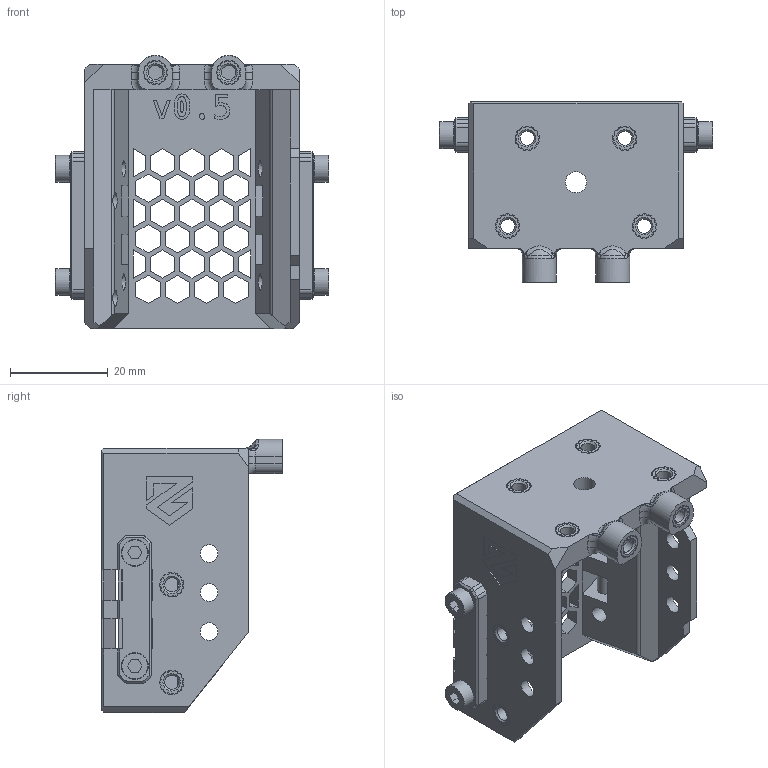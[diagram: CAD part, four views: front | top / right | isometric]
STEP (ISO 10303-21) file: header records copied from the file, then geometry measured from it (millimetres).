
FILE_DESCRIPTION(/* description */ (''),/* implementation_level */ '2;1');
FILE_NAME(/* name */ 'front_adxl_345.step',/* time_stamp */ '2023-11-02T13:08:13-05:00',/* author */ (''),/* organization */ (''),/* preprocessor_version */ 'ST-DEVELOPER v20',/* originating_system */ 'Autodesk Translation Framework v12.14.0.127',/* authorisation */ '');
FILE_SCHEMA (('AUTOMOTIVE_DESIGN { 1 0 10303 214 3 1 1 }'));
Length unit declared in the file: millimetre
Products named in the file (9): front_adxl_345; Hardware; Universal Inserts; Belt Fasteners; PN501; ADXL345 Inserts; PN596; front_adxl345; belt_grabber
Assembly tree (27 placements, depth 4):
  front_adxl_345
    Hardware
      Universal Inserts
        PN596  x14
      Belt Fasteners
        PN501  x4
      ADXL345 Inserts
        PN596  x2
    belt_grabber  x2
    front_adxl345
Bounding box: 56 x 37 x 56 mm (x, y, z)
Volume: 22896 mm3; surface area: 18821.3 mm2
Topology: 23 solids, 23 shells, 2703 faces, 7494 edges, 4898 vertices
Faces by surface type: bspline 1364, cylinder 657, plane 530, cone 74, torus 70, sphere 8
Full cylindrical faces by diameter (mm): 2.9 x16, 3 x4, 3.108 x2, 3.3 x18, 3.6 x6, 4.2 x16, 4.25 x16, 4.35 x1, 4.6 x16, 4.7 x16, 5.5 x4
Entity records: 27849 total; most frequent: CARTESIAN_POINT 9177, ORIENTED_EDGE 4108, DIRECTION 3308, EDGE_CURVE 2054, VERTEX_POINT 1328, LINE 1222, VECTOR 1222, AXIS2_PLACEMENT_3D 1043
